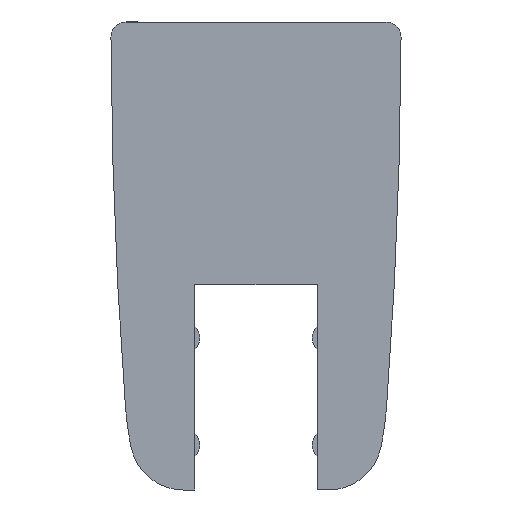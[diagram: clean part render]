
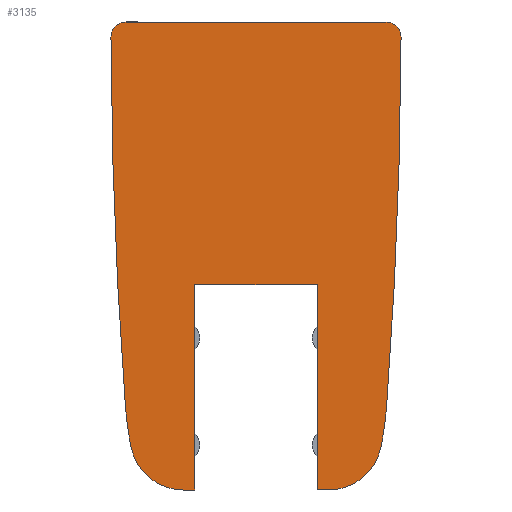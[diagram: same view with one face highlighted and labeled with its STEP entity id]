
A CAD part, left-side view. The second image highlights one B-rep face of the part: STEP entity #3135.
In plain terms, the highlighted planar face has unit normal (-1, 0, 0).
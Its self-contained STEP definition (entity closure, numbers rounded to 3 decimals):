
#404=FACE_OUTER_BOUND('',#569,.T.);
#569=EDGE_LOOP('',(#2693,#2694,#2695,#2696,#2697,#2698,#2699,#2700,#2701,
#2702,#2703,#2704,#2705,#2706));
#698=LINE('',#5032,#948);
#728=LINE('',#5119,#978);
#766=LINE('',#5288,#1016);
#814=LINE('',#5482,#1064);
#822=LINE('',#5523,#1072);
#824=LINE('',#5526,#1074);
#948=VECTOR('',#4027,10.);
#978=VECTOR('',#4101,10.);
#1016=VECTOR('',#4277,10.);
#1064=VECTOR('',#4473,10.);
#1072=VECTOR('',#4517,10.);
#1074=VECTOR('',#4521,10.);
#1184=CIRCLE('',#3478,2.);
#1187=CIRCLE('',#3482,670.);
#1189=CIRCLE('',#3485,42.);
#1191=CIRCLE('',#3488,7.);
#1302=CIRCLE('',#3653,2.);
#1311=CIRCLE('',#3667,670.);
#1312=CIRCLE('',#3669,42.);
#1313=CIRCLE('',#3671,7.);
#1409=VERTEX_POINT('',#5001);
#1410=VERTEX_POINT('',#5002);
#1414=VERTEX_POINT('',#5012);
#1416=VERTEX_POINT('',#5018);
#1418=VERTEX_POINT('',#5024);
#1420=VERTEX_POINT('',#5030);
#1454=VERTEX_POINT('',#5116);
#1455=VERTEX_POINT('',#5118);
#1588=VERTEX_POINT('',#5476);
#1589=VERTEX_POINT('',#5477);
#1601=VERTEX_POINT('',#5510);
#1602=VERTEX_POINT('',#5514);
#1603=VERTEX_POINT('',#5518);
#1604=VERTEX_POINT('',#5522);
#1732=EDGE_CURVE('',#1409,#1410,#1184,.T.);
#1738=EDGE_CURVE('',#1414,#1410,#1187,.T.);
#1741=EDGE_CURVE('',#1416,#1414,#1189,.T.);
#1744=EDGE_CURVE('',#1418,#1416,#1191,.T.);
#1747=EDGE_CURVE('',#1420,#1418,#698,.T.);
#1789=EDGE_CURVE('',#1454,#1455,#728,.T.);
#1876=EDGE_CURVE('',#1455,#1420,#766,.T.);
#1971=EDGE_CURVE('',#1588,#1589,#1302,.T.);
#1974=EDGE_CURVE('',#1588,#1409,#814,.T.);
#1987=EDGE_CURVE('',#1601,#1589,#1311,.T.);
#1989=EDGE_CURVE('',#1602,#1601,#1312,.T.);
#1991=EDGE_CURVE('',#1603,#1602,#1313,.T.);
#1993=EDGE_CURVE('',#1604,#1603,#822,.T.);
#1995=EDGE_CURVE('',#1454,#1604,#824,.T.);
#2693=ORIENTED_EDGE('',*,*,#1971,.F.);
#2694=ORIENTED_EDGE('',*,*,#1974,.T.);
#2695=ORIENTED_EDGE('',*,*,#1732,.T.);
#2696=ORIENTED_EDGE('',*,*,#1738,.F.);
#2697=ORIENTED_EDGE('',*,*,#1741,.F.);
#2698=ORIENTED_EDGE('',*,*,#1744,.F.);
#2699=ORIENTED_EDGE('',*,*,#1747,.F.);
#2700=ORIENTED_EDGE('',*,*,#1876,.F.);
#2701=ORIENTED_EDGE('',*,*,#1789,.F.);
#2702=ORIENTED_EDGE('',*,*,#1995,.T.);
#2703=ORIENTED_EDGE('',*,*,#1993,.T.);
#2704=ORIENTED_EDGE('',*,*,#1991,.T.);
#2705=ORIENTED_EDGE('',*,*,#1989,.T.);
#2706=ORIENTED_EDGE('',*,*,#1987,.T.);
#3009=PLANE('',#3673);
#3135=ADVANCED_FACE('',(#404),#3009,.F.);
#3478=AXIS2_PLACEMENT_3D('',#5003,#3996,#3997);
#3482=AXIS2_PLACEMENT_3D('',#5014,#4007,#4008);
#3485=AXIS2_PLACEMENT_3D('',#5020,#4014,#4015);
#3488=AXIS2_PLACEMENT_3D('',#5026,#4021,#4022);
#3653=AXIS2_PLACEMENT_3D('',#5478,#4467,#4468);
#3667=AXIS2_PLACEMENT_3D('',#5511,#4502,#4503);
#3669=AXIS2_PLACEMENT_3D('',#5515,#4507,#4508);
#3671=AXIS2_PLACEMENT_3D('',#5519,#4512,#4513);
#3673=AXIS2_PLACEMENT_3D('',#5525,#4519,#4520);
#3996=DIRECTION('center_axis',(-1.,0.,0.));
#3997=DIRECTION('ref_axis',(0.,0.708,0.706));
#4007=DIRECTION('center_axis',(1.,0.,0.));
#4008=DIRECTION('ref_axis',(0.,0.997,-0.075));
#4014=DIRECTION('center_axis',(1.,0.,0.));
#4015=DIRECTION('ref_axis',(0.,0.979,-0.202));
#4021=DIRECTION('center_axis',(1.,0.,0.));
#4022=DIRECTION('ref_axis',(0.,0.,-1.));
#4027=DIRECTION('',(0.,1.,0.));
#4101=DIRECTION('',(0.,1.,0.));
#4277=DIRECTION('',(0.,0.,-1.));
#4467=DIRECTION('center_axis',(1.,0.,0.));
#4468=DIRECTION('ref_axis',(0.,-0.708,0.706));
#4473=DIRECTION('',(0.,1.,0.));
#4502=DIRECTION('center_axis',(-1.,0.,0.));
#4503=DIRECTION('ref_axis',(0.,-0.997,-0.075));
#4507=DIRECTION('center_axis',(-1.,0.,0.));
#4508=DIRECTION('ref_axis',(0.,-0.979,-0.202));
#4512=DIRECTION('center_axis',(-1.,0.,0.));
#4513=DIRECTION('ref_axis',(0.,0.,-1.));
#4517=DIRECTION('',(0.,-1.,0.));
#4519=DIRECTION('center_axis',(1.,0.,0.));
#4520=DIRECTION('ref_axis',(0.,0.,-1.));
#4521=DIRECTION('',(0.,0.,-1.));
#5001=CARTESIAN_POINT('',(-17.,16.997,3.4));
#5002=CARTESIAN_POINT('',(-17.,18.997,1.394));
#5003=CARTESIAN_POINT('Origin',(-17.,16.997,1.4));
#5012=CARTESIAN_POINT('',(-17.,17.102,-46.989));
#5014=CARTESIAN_POINT('Origin',(-17.,-651.,3.4));
#5018=CARTESIAN_POINT('',(-17.,16.356,-52.314));
#5020=CARTESIAN_POINT('Origin',(-17.,-24.779,-43.83));
#5024=CARTESIAN_POINT('',(-17.,9.5,-57.9));
#5026=CARTESIAN_POINT('Origin',(-17.,9.5,-50.9));
#5030=CARTESIAN_POINT('',(-17.,8.,-57.9));
#5032=CARTESIAN_POINT('',(-17.,8.,-57.9));
#5116=CARTESIAN_POINT('',(-17.,-8.,-31.));
#5118=CARTESIAN_POINT('',(-17.,8.,-31.));
#5119=CARTESIAN_POINT('',(-17.,0.,-31.));
#5288=CARTESIAN_POINT('',(-17.,8.,-31.));
#5476=CARTESIAN_POINT('',(-17.,-16.997,3.4));
#5477=CARTESIAN_POINT('',(-17.,-18.997,1.394));
#5478=CARTESIAN_POINT('Origin',(-17.,-16.997,1.4));
#5482=CARTESIAN_POINT('',(-17.,-19.,3.4));
#5510=CARTESIAN_POINT('',(-17.,-17.102,-46.989));
#5511=CARTESIAN_POINT('Origin',(-17.,651.,3.4));
#5514=CARTESIAN_POINT('',(-17.,-16.356,-52.314));
#5515=CARTESIAN_POINT('Origin',(-17.,24.779,-43.83));
#5518=CARTESIAN_POINT('',(-17.,-9.5,-57.9));
#5519=CARTESIAN_POINT('Origin',(-17.,-9.5,-50.9));
#5522=CARTESIAN_POINT('',(-17.,-8.,-57.9));
#5523=CARTESIAN_POINT('',(-17.,-8.,-57.9));
#5525=CARTESIAN_POINT('Origin',(-17.,-9.253,-38.));
#5526=CARTESIAN_POINT('',(-17.,-8.,-31.));
